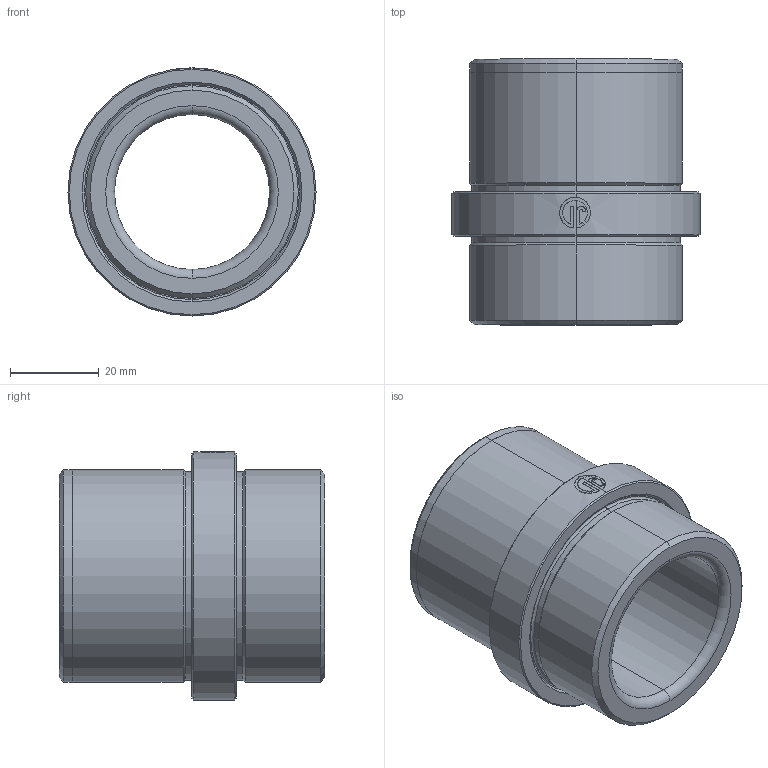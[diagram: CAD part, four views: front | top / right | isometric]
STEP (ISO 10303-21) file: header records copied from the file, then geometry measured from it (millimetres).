
FILE_DESCRIPTION (( 'STEP AP214' ), '1' );
FILE_NAME ('EBB-d35-L60.step', '2022-07-15T07:46:41', ( 'User' ), ( 'china' ), 'SwSTEP 2.0', 'SolidWorks 2016', '' );
FILE_SCHEMA (( 'AUTOMOTIVE_DESIGN' ));
Length unit declared in the file: millimetre
Products named in the file (1): EBB-d35-L60
Bounding box: 56 x 60 x 56 mm (x, y, z)
Volume: 56652 mm3; surface area: 18856.9 mm2
Topology: 1 solids, 1 shells, 65 faces, 147 edges, 90 vertices
Faces by surface type: cylinder 26, cone 18, plane 15, torus 6
Entity records: 2091 total; most frequent: CARTESIAN_POINT 601, DIRECTION 315, ORIENTED_EDGE 294, EDGE_CURVE 147, AXIS2_PLACEMENT_3D 128, VERTEX_POINT 90, EDGE_LOOP 73, ADVANCED_FACE 65
